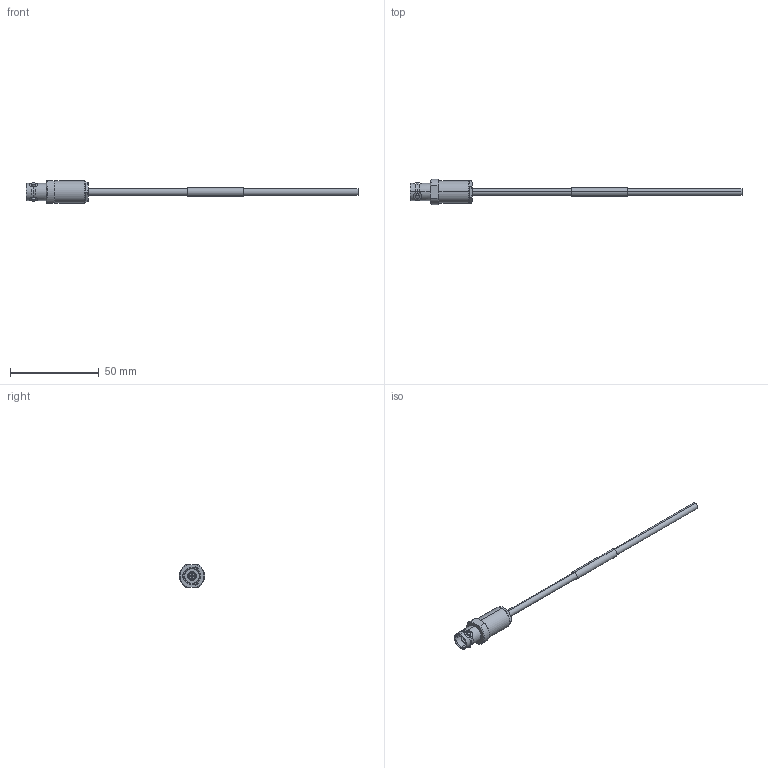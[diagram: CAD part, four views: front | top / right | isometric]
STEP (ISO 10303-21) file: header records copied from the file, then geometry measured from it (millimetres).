
FILE_DESCRIPTION (( 'STEP AP214' ), '1' );
FILE_NAME ('FM3MSA00481_3D.step', '2023-08-21T22:27:33', ( '' ), ( '' ), 'SwSTEP 2.0', 'SolidWorks 2022', '' );
FILE_SCHEMA (( 'AUTOMOTIVE_DESIGN' ));
Length unit declared in the file: inch
Products named in the file (7): Copy of 1AW01-003^FM3MSA00481_.182 ID x .75" long; Copy of 10-06575-XXX-MA3^Copy of 10-06575-XXX_FM3MSA00481; Copy of 10-06575-XXX^FM3MSA00481; Copy of 10-06575-XXX-MA2^Copy of 10-06575-XXX_FM3MSA00481; Copy of 30-02003^FM3MSA00481_6"; FM3MSA00481_3D; Copy of 10-06575-XXX-MA1^Copy of 10-06575-XXX_FM3MSA00481
Assembly tree (6 placements, depth 3):
  FM3MSA00481_3D
    Copy of 30-02003^FM3MSA00481_6"
    Copy of 10-06575-XXX^FM3MSA00481
      Copy of 10-06575-XXX-MA1^Copy of 10-06575-XXX_FM3MSA00481
      Copy of 10-06575-XXX-MA2^Copy of 10-06575-XXX_FM3MSA00481
      Copy of 10-06575-XXX-MA3^Copy of 10-06575-XXX_FM3MSA00481
    Copy of 1AW01-003^FM3MSA00481_.182 ID x .75" long
Bounding box: 187.58 x 14.45 x 12.7 mm (x, y, z)
Volume: 4870.1 mm3; surface area: 6110 mm2
Topology: 5 solids, 5 shells, 146 faces, 336 edges, 212 vertices
Faces by surface type: cylinder 53, plane 43, cone 42, torus 8
Entity records: 4982 total; most frequent: CARTESIAN_POINT 1236, DIRECTION 718, ORIENTED_EDGE 668, EDGE_CURVE 334, AXIS2_PLACEMENT_3D 304, VERTEX_POINT 212, EDGE_LOOP 166, CIRCLE 148
